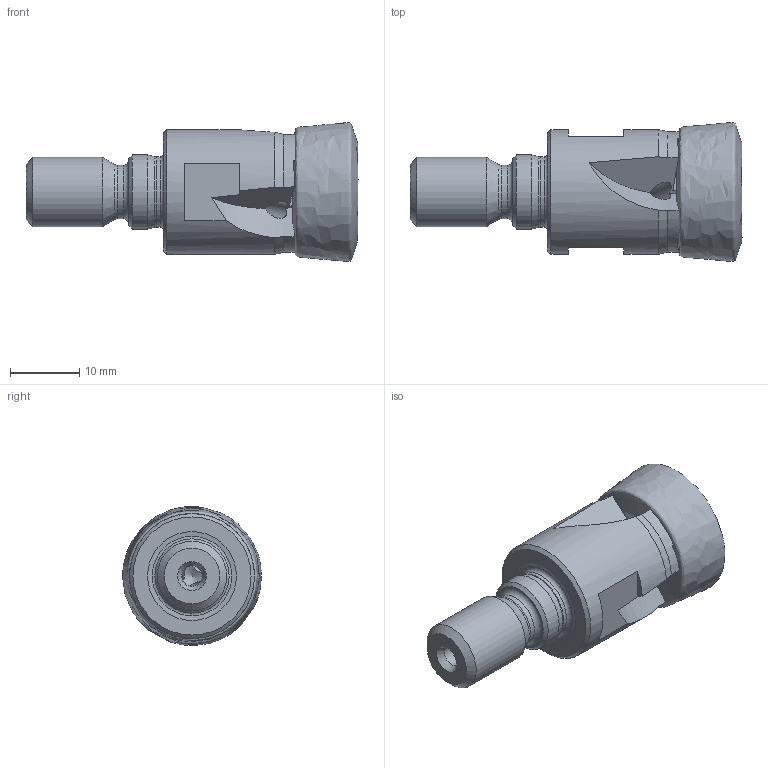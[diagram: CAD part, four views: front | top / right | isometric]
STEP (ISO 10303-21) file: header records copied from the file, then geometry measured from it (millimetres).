
FILE_DESCRIPTION (( 'STEP AP214' ), '1' );
FILE_NAME ('ESF-20-M10-542-3.STEP', '2013-09-17T13:58:28', ( '' ), ( '' ), 'SwSTEP 2.0', 'SolidWorks 2013', '' );
FILE_SCHEMA (( 'AUTOMOTIVE_DESIGN' ));
Length unit declared in the file: millimetre
Products named in the file (1): ESF-20-M10-542-3
Bounding box: 47.81 x 20.02 x 20.01 mm (x, y, z)
Volume: 7774.3 mm3; surface area: 3772.1 mm2
Topology: 1 solids, 1 shells, 101 faces, 295 edges, 190 vertices
Faces by surface type: plane 55, cylinder 20, cone 15, bspline 7, torus 4
Full cylindrical faces by diameter (mm): 2.5 x3, 3 x1, 7.7 x1, 10 x1, 10.1 x1, 10.7 x1, 18 x1
Entity records: 4741 total; most frequent: CARTESIAN_POINT 2499, ORIENTED_EDGE 508, DIRECTION 358, EDGE_CURVE 254, VERTEX_POINT 176, AXIS2_PLACEMENT_3D 147, EDGE_LOOP 124, B_SPLINE_CURVE_WITH_KNOTS 115
